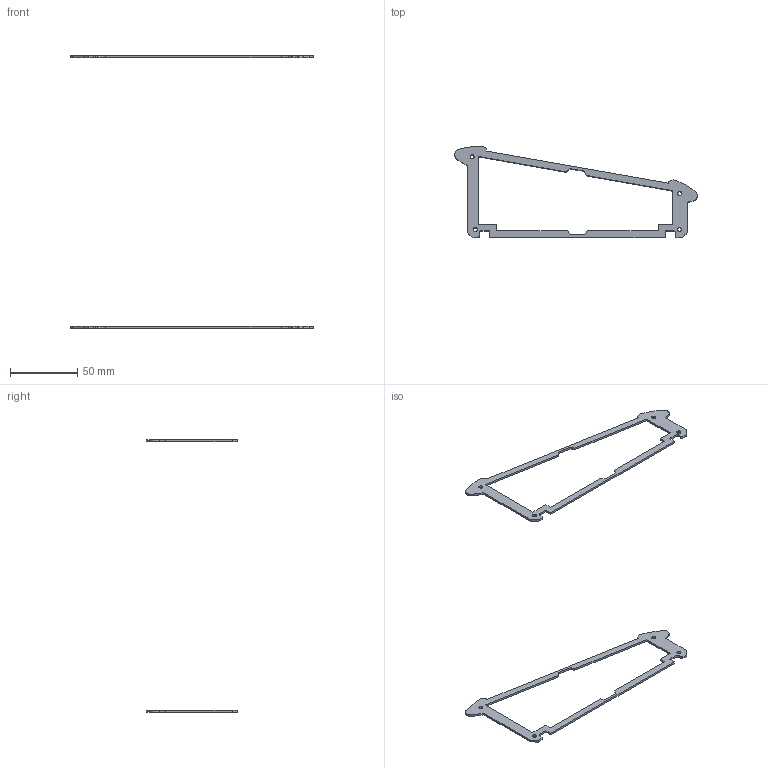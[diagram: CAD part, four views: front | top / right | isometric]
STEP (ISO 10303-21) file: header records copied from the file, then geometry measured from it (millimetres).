
FILE_DESCRIPTION((''),'2;1');
FILE_NAME('92065000_AT 1865 DI.stp','2009-05-27T13:56:19',('kotzmaier'),(''),'Autodesk Inventor 2009','Autodesk Inventor 2009','');
FILE_SCHEMA(('AUTOMOTIVE_DESIGN { 1 0 10303 214 1 1 1 1 }'));
Length unit declared in the file: millimetre
Products named in the file (3): Baugruppe5; 1009517_3DSYM; 1009518_3DSYM
Assembly tree (2 placements, depth 2):
  Baugruppe5
    1009517_3DSYM
    1009518_3DSYM
Bounding box: 181.14 x 68.23 x 203 mm (x, y, z)
Volume: 7713.8 mm3; surface area: 12971.8 mm2
Topology: 2 solids, 2 shells, 116 faces, 336 edges, 224 vertices
Faces by surface type: bspline 58, plane 36, cylinder 22
Full cylindrical faces by diameter (mm): 3 x4
Entity records: 4271 total; most frequent: CARTESIAN_POINT 1155, ORIENTED_EDGE 656, DIRECTION 542, EDGE_CURVE 328, VECTOR 240, LINE 240, VERTEX_POINT 224, AXIS2_PLACEMENT_3D 151
